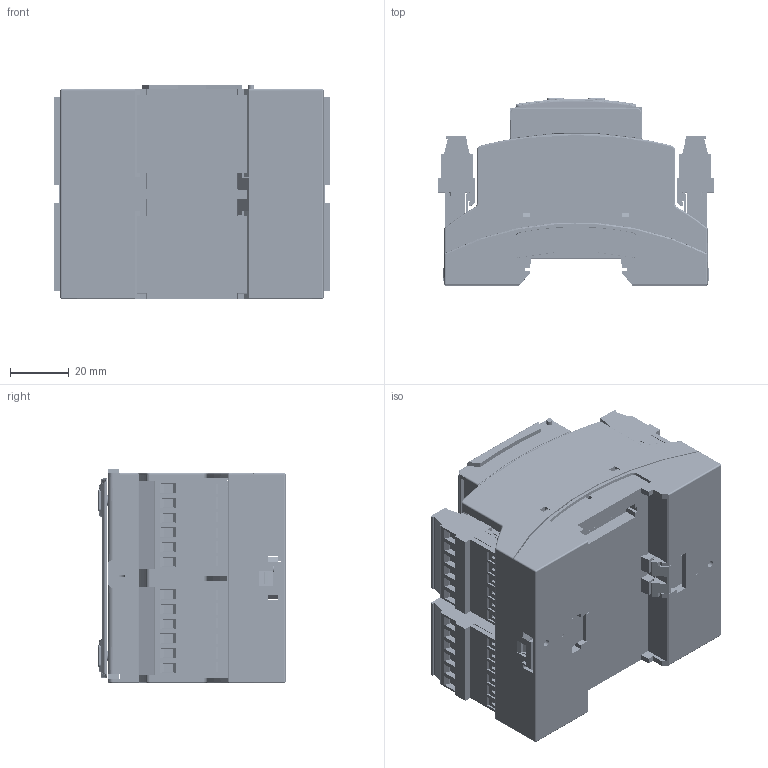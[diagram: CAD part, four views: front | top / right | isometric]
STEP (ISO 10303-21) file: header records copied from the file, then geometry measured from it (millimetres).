
FILE_DESCRIPTION(/* description */ (''),/* implementation_level */ '2;1');
FILE_NAME(/* name */ 'DRR244_web.stp',/* time_stamp */ '2023-11-14T12:43:53+01:00',/* author */ ('ut3'),/* organization */ (''),/* preprocessor_version */ 'ST-DEVELOPER v20',/* originating_system */ 'Autodesk Inventor 2024',/* authorisation */ '');
FILE_SCHEMA (('AUTOMOTIVE_DESIGN { 1 0 10303 214 3 1 1 }'));
Products named in the file (1): DRR244_20200825_Semplifica_1
Bounding box: 93.92 x 63.85 x 73.09 mm (x, y, z)
Volume: 131248.5 mm3; surface area: 122241.4 mm2
Topology: 1 solids, 1 shells, 8042 faces, 21859 edges, 14248 vertices
Faces by surface type: plane 6390, cylinder 1282, bspline 190, cone 120, torus 46, sphere 14
Full cylindrical faces by diameter (mm): 0.254 x297, 0.305 x1, 0.406 x13, 0.508 x8, 0.6 x1, 0.711 x5, 0.75 x1, 0.8 x18, 0.813 x4, 0.85 x2, 1 x20, 1.016 x19, 1.118 x2, 1.2 x18, 1.321 x10, 1.6 x2, 1.778 x21, 2 x11, 2.2 x5, 2.4 x6, 3 x4, 3.25 x4, 3.5 x4, 3.551 x1, 4 x24, 4.064 x2, 4.2 x2, 4.4 x2, 6 x6, 10.16 x1
Entity records: 276241 total; most frequent: CARTESIAN_POINT 60944, ORIENTED_EDGE 43690, DIRECTION 40087, EDGE_CURVE 21845, LINE 18151, VECTOR 18151, VERTEX_POINT 14248, AXIS2_PLACEMENT_3D 10968
